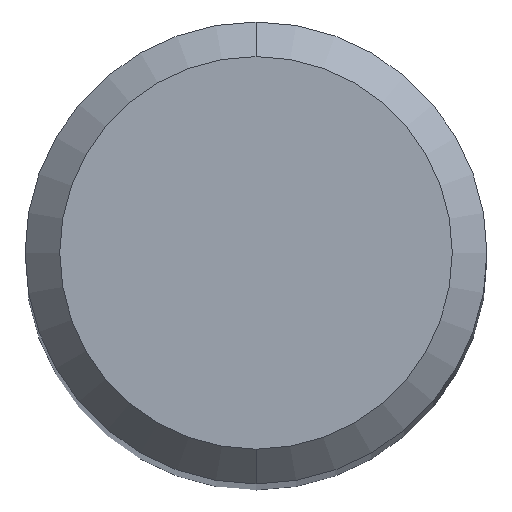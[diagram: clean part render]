
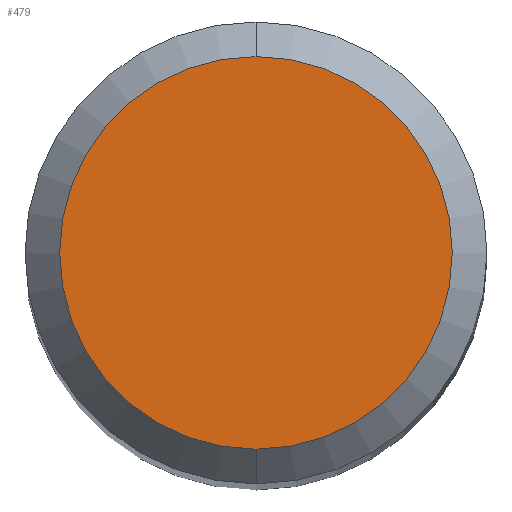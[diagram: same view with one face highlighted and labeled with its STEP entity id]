
A CAD part, top view. The second image highlights one B-rep face of the part: STEP entity #479.
In plain terms, the highlighted planar face has unit normal (0, 0, 1).
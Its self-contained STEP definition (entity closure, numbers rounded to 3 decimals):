
#215=VERTEX_POINT('',#576);
#285=VERTEX_POINT('',#651);
#479=ADVANCED_FACE('',(#867),#868,.T.);
#495=EDGE_CURVE('',#215,#285,#888,.T.);
#517=EDGE_CURVE('',#285,#215,#911,.T.);
#576=CARTESIAN_POINT('',(0.0,1.7,0.0));
#651=CARTESIAN_POINT('',(0.,-1.7,0.0));
#867=FACE_OUTER_BOUND('',#1553,.T.);
#868=PLANE('',#1554);
#888=CIRCLE('',#1581,1.7);
#911=CIRCLE('',#1618,1.7);
#1553=EDGE_LOOP('',(#2004,#2005));
#1554=AXIS2_PLACEMENT_3D('',#2006,#2007,#2008);
#1581=AXIS2_PLACEMENT_3D('',#2032,#2033,#2034);
#1618=AXIS2_PLACEMENT_3D('',#2054,#2055,#2056);
#2004=ORIENTED_EDGE('',*,*,#495,.F.);
#2005=ORIENTED_EDGE('',*,*,#517,.F.);
#2006=CARTESIAN_POINT('',(0.0,0.85,0.0));
#2007=DIRECTION('',(-0.0,0.0,1.0));
#2008=DIRECTION('',(0.0,-1.0,0.0));
#2032=CARTESIAN_POINT('',(0.0,0.0,0.0));
#2033=DIRECTION('',(0.0,0.0,-1.0));
#2034=DIRECTION('',(0.0,1.0,0.0));
#2054=CARTESIAN_POINT('',(0.0,0.0,0.0));
#2055=DIRECTION('',(0.0,0.0,-1.0));
#2056=DIRECTION('',(0.0,1.0,0.0));
